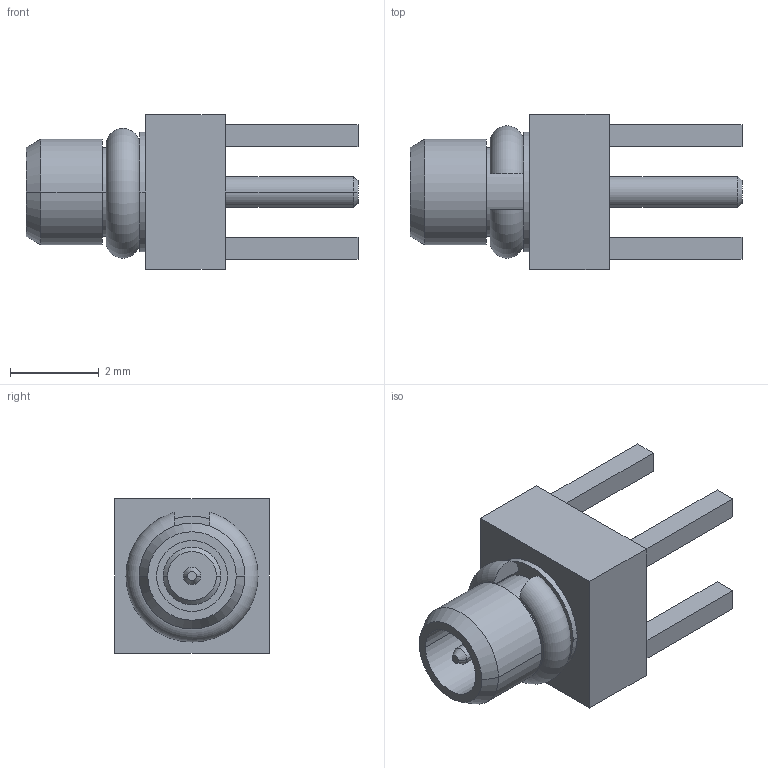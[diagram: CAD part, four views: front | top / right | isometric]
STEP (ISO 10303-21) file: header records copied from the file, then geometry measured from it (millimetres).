
FILE_DESCRIPTION((''),'2;1');
FILE_NAME('262114_SW000123','2020-01-14T',('Krishnaprasath'),(''),'CREO PARAMETRIC BY PTC INC, 2018360','CREO PARAMETRIC BY PTC INC, 2018360','');
FILE_SCHEMA(('CONFIG_CONTROL_DESIGN'));
Length unit declared in the file: millimetre
Products named in the file (1): 262114_SW000123
Bounding box: 7.5 x 3.5 x 3.5 mm (x, y, z)
Volume: 35.3 mm3; surface area: 125.5 mm2
Topology: 1 solids, 1 shells, 67 faces, 150 edges, 96 vertices
Faces by surface type: plane 37, cylinder 19, cone 10, torus 1
Entity records: 1998 total; most frequent: CARTESIAN_POINT 433, DIRECTION 318, ORIENTED_EDGE 300, EDGE_CURVE 150, AXIS2_PLACEMENT_3D 111, VECTOR 96, LINE 96, VERTEX_POINT 96
